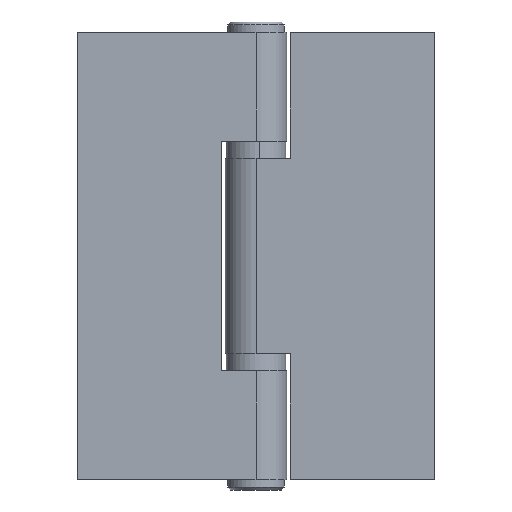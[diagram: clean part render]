
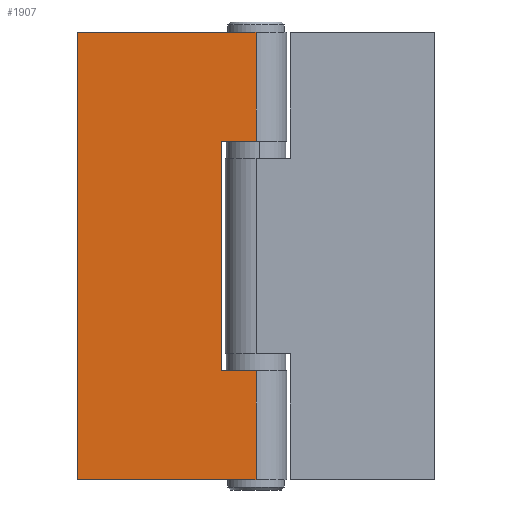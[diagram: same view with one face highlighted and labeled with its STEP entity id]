
A CAD part, front view. The second image highlights one B-rep face of the part: STEP entity #1907.
In plain terms, the highlighted planar face has unit normal (0, -1, 0).
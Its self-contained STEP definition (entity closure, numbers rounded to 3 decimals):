
#754 = DIRECTION ( 'NONE',  ( 0., 0., -1. ) ) ;
#755 = VECTOR ( 'NONE', #754, 1000. ) ;
#756 = CARTESIAN_POINT ( 'NONE',  ( -120., -20.5, 150. ) ) ;
#757 = LINE ( 'NONE', #756, #755 ) ;
#758 = DIRECTION ( 'NONE',  ( 1., 0., 0. ) ) ;
#759 = VECTOR ( 'NONE', #758, 1000. ) ;
#760 = CARTESIAN_POINT ( 'NONE',  ( 0., -20.5, 150. ) ) ;
#761 = LINE ( 'NONE', #760, #759 ) ;
#773 = CARTESIAN_POINT ( 'NONE',  ( -120., -20.5, 150. ) ) ;
#815 = DIRECTION ( 'NONE',  ( 0., 0., -1. ) ) ;
#816 = CARTESIAN_POINT ( 'NONE',  ( 0., -20.5, 150. ) ) ;
#817 = LINE ( 'NONE', #816, #879 ) ;
#818 = CARTESIAN_POINT ( 'NONE',  ( 0., -20.5, -77. ) ) ;
#849 = DIRECTION ( 'NONE',  ( 0., 1., 0. ) ) ;
#850 = CARTESIAN_POINT ( 'NONE',  ( 0., -20.5, 150. ) ) ;
#851 = AXIS2_PLACEMENT_3D ( 'NONE', #850, #849, #913 ) ;
#852 = PLANE ( 'NONE',  #851 ) ;
#853 = FACE_OUTER_BOUND ( 'NONE', #1906, .T. ) ;
#854 = DIRECTION ( 'NONE',  ( 1., 0., 0. ) ) ;
#855 = VECTOR ( 'NONE', #854, 1000. ) ;
#856 = CARTESIAN_POINT ( 'NONE',  ( 0., -20.5, 77. ) ) ;
#857 = LINE ( 'NONE', #856, #855 ) ;
#858 = CARTESIAN_POINT ( 'NONE',  ( -23., -20.5, -77. ) ) ;
#859 = CARTESIAN_POINT ( 'NONE',  ( -23., -20.5, 77. ) ) ;
#860 = DIRECTION ( 'NONE',  ( 0., 0., 1. ) ) ;
#861 = VECTOR ( 'NONE', #860, 1000. ) ;
#862 = CARTESIAN_POINT ( 'NONE',  ( -23., -20.5, 150. ) ) ;
#863 = LINE ( 'NONE', #862, #861 ) ;
#864 = DIRECTION ( 'NONE',  ( -1., 0., 0. ) ) ;
#865 = VECTOR ( 'NONE', #864, 1000. ) ;
#866 = CARTESIAN_POINT ( 'NONE',  ( 0., -20.5, -77. ) ) ;
#871 = LINE ( 'NONE', #866, #865 ) ;
#879 = VECTOR ( 'NONE', #815, 1000. ) ;
#885 = CARTESIAN_POINT ( 'NONE',  ( 0., -20.5, -150. ) ) ;
#913 = DIRECTION ( 'NONE',  ( -1., 0., 0. ) ) ;
#925 = DIRECTION ( 'NONE',  ( 1., 0., 0. ) ) ;
#926 = VECTOR ( 'NONE', #925, 1000. ) ;
#927 = CARTESIAN_POINT ( 'NONE',  ( 0., -20.5, -150. ) ) ;
#928 = LINE ( 'NONE', #927, #926 ) ;
#933 = CARTESIAN_POINT ( 'NONE',  ( -120., -20.5, -150. ) ) ;
#951 = DIRECTION ( 'NONE',  ( 0., 0., -1. ) ) ;
#952 = VECTOR ( 'NONE', #951, 1000. ) ;
#953 = CARTESIAN_POINT ( 'NONE',  ( 0., -20.5, 150. ) ) ;
#954 = LINE ( 'NONE', #953, #952 ) ;
#955 = CARTESIAN_POINT ( 'NONE',  ( 0., -20.5, 77. ) ) ;
#966 = CARTESIAN_POINT ( 'NONE',  ( 0., -20.5, 150. ) ) ;
#1837 = VERTEX_POINT ( 'NONE', #773 ) ;
#1846 = EDGE_CURVE ( 'NONE', #1837, #1964, #761, .T. ) ;
#1849 = EDGE_CURVE ( 'NONE', #1837, #1950, #757, .T. ) ;
#1886 = VERTEX_POINT ( 'NONE', #818 ) ;
#1887 = EDGE_CURVE ( 'NONE', #1886, #1935, #817, .T. ) ;
#1893 = ORIENTED_EDGE ( 'NONE', *, *, #1894, .T. ) ;
#1894 = EDGE_CURVE ( 'NONE', #1886, #1903, #871, .T. ) ;
#1895 = ORIENTED_EDGE ( 'NONE', *, *, #1954, .T. ) ;
#1896 = ORIENTED_EDGE ( 'NONE', *, *, #1887, .F. ) ;
#1897 = ORIENTED_EDGE ( 'NONE', *, *, #1849, .T. ) ;
#1898 = ORIENTED_EDGE ( 'NONE', *, *, #1846, .F. ) ;
#1899 = ORIENTED_EDGE ( 'NONE', *, *, #1905, .T. ) ;
#1900 = ORIENTED_EDGE ( 'NONE', *, *, #1901, .T. ) ;
#1901 = EDGE_CURVE ( 'NONE', #1903, #1902, #863, .T. ) ;
#1902 = VERTEX_POINT ( 'NONE', #859 ) ;
#1903 = VERTEX_POINT ( 'NONE', #858 ) ;
#1904 = ORIENTED_EDGE ( 'NONE', *, *, #1975, .F. ) ;
#1905 = EDGE_CURVE ( 'NONE', #1902, #1969, #857, .T. ) ;
#1906 = EDGE_LOOP ( 'NONE', ( #1900, #1899, #1904, #1898, #1897, #1895, #1896, #1893 ) ) ;
#1907 = ADVANCED_FACE ( 'NONE', ( #853 ), #852, .F. ) ;
#1935 = VERTEX_POINT ( 'NONE', #885 ) ;
#1950 = VERTEX_POINT ( 'NONE', #933 ) ;
#1954 = EDGE_CURVE ( 'NONE', #1950, #1935, #928, .T. ) ;
#1964 = VERTEX_POINT ( 'NONE', #966 ) ;
#1969 = VERTEX_POINT ( 'NONE', #955 ) ;
#1975 = EDGE_CURVE ( 'NONE', #1964, #1969, #954, .T. ) ;
